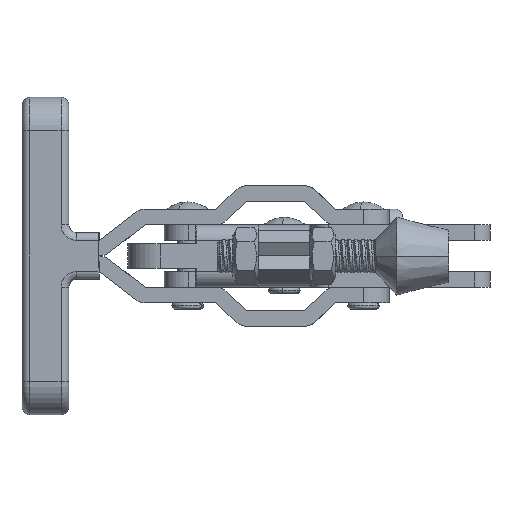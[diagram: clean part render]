
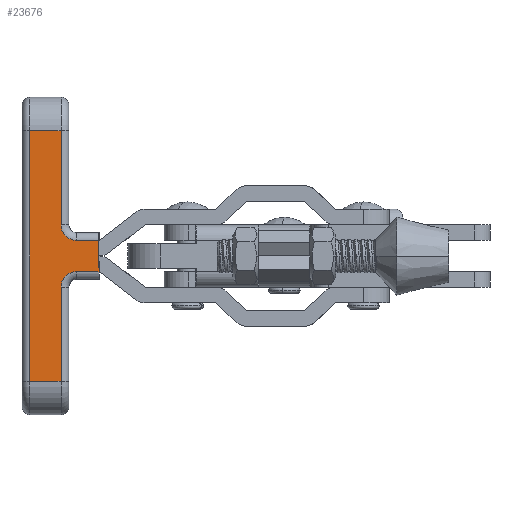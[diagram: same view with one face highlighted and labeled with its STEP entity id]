
A CAD part, left-side view. The second image highlights one B-rep face of the part: STEP entity #23676.
In plain terms, the highlighted face is planar.
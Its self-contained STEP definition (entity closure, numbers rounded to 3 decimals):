
#837 = VERTEX_POINT ( 'NONE', #3598 ) ;
#982 = DIRECTION ( 'NONE',  ( 0., 0., 1. ) ) ;
#1254 = VERTEX_POINT ( 'NONE', #23328 ) ;
#1429 = DIRECTION ( 'NONE',  ( 0., 0., 1. ) ) ;
#1501 = AXIS2_PLACEMENT_3D ( 'NONE', #19527, #4872, #22004 ) ;
#1536 = EDGE_CURVE ( 'NONE', #3648, #837, #13294, .T. ) ;
#3598 = CARTESIAN_POINT ( 'NONE',  ( 1705.323, -1.5, 487.231 ) ) ;
#3648 = VERTEX_POINT ( 'NONE', #9180 ) ;
#3781 = DIRECTION ( 'NONE',  ( -0.003, 0., 1. ) ) ;
#4203 = ORIENTED_EDGE ( 'NONE', *, *, #17508, .T. ) ;
#4299 = LINE ( 'NONE', #24649, #11592 ) ;
#4374 = LINE ( 'NONE', #15317, #21617 ) ;
#4872 = DIRECTION ( 'NONE',  ( 0., 1., 0. ) ) ;
#5032 = EDGE_CURVE ( 'NONE', #1254, #17425, #4374, .T. ) ;
#6534 = LINE ( 'NONE', #15502, #25263 ) ;
#6722 = LINE ( 'NONE', #13284, #18181 ) ;
#8111 = ORIENTED_EDGE ( 'NONE', *, *, #11066, .F. ) ;
#9180 = CARTESIAN_POINT ( 'NONE',  ( 1711.323, -1.5, 487.231 ) ) ;
#9438 = CARTESIAN_POINT ( 'NONE',  ( 1705.323, -1.5, 439.031 ) ) ;
#9513 = CARTESIAN_POINT ( 'NONE',  ( 1712.823, -1.5, 439.031 ) ) ;
#9536 = ORIENTED_EDGE ( 'NONE', *, *, #5032, .T. ) ;
#9698 = DIRECTION ( 'NONE',  ( -1., 0., 0. ) ) ;
#10216 = EDGE_LOOP ( 'NONE', ( #16830, #10349, #8111, #20047, #25302, #9536, #14796, #24674, #30327, #4203 ) ) ;
#10349 = ORIENTED_EDGE ( 'NONE', *, *, #21303, .T. ) ;
#10430 = CARTESIAN_POINT ( 'NONE',  ( 1714.323, -1.5, 457.131 ) ) ;
#10448 = CARTESIAN_POINT ( 'NONE',  ( 1711.323, -1.5, 457.131 ) ) ;
#10722 = DIRECTION ( 'NONE',  ( 0., 0., 1. ) ) ;
#11066 = EDGE_CURVE ( 'NONE', #30109, #21297, #15742, .T. ) ;
#11592 = VECTOR ( 'NONE', #24349, 1000. ) ;
#11898 = DIRECTION ( 'NONE',  ( 0., 0., -1. ) ) ;
#12896 = DIRECTION ( 'NONE',  ( 0., 0., 1. ) ) ;
#13284 = CARTESIAN_POINT ( 'NONE',  ( 1711.323, -1.5, 487.231 ) ) ;
#13294 = LINE ( 'NONE', #24345, #20562 ) ;
#13851 = VECTOR ( 'NONE', #11898, 1000. ) ;
#14277 = CARTESIAN_POINT ( 'NONE',  ( 1718.604, -1.5, 466.131 ) ) ;
#14590 = PLANE ( 'NONE',  #1501 ) ;
#14606 = VERTEX_POINT ( 'NONE', #30834 ) ;
#14796 = ORIENTED_EDGE ( 'NONE', *, *, #26010, .T. ) ;
#15317 = CARTESIAN_POINT ( 'NONE',  ( 1718.623, -1.5, 460.131 ) ) ;
#15427 = EDGE_CURVE ( 'NONE', #17481, #14606, #24666, .T. ) ;
#15502 = CARTESIAN_POINT ( 'NONE',  ( 1711.323, -1.5, 458.631 ) ) ;
#15562 = FACE_OUTER_BOUND ( 'NONE', #10216, .T. ) ;
#15572 = DIRECTION ( 'NONE',  ( 0., -1., 0. ) ) ;
#15742 = LINE ( 'NONE', #9513, #28772 ) ;
#16416 = AXIS2_PLACEMENT_3D ( 'NONE', #10430, #27511, #12896 ) ;
#16830 = ORIENTED_EDGE ( 'NONE', *, *, #1536, .T. ) ;
#17425 = VERTEX_POINT ( 'NONE', #20552 ) ;
#17481 = VERTEX_POINT ( 'NONE', #25715 ) ;
#17508 = EDGE_CURVE ( 'NONE', #17481, #3648, #6722, .T. ) ;
#18181 = VECTOR ( 'NONE', #1429, 1000. ) ;
#18407 = CARTESIAN_POINT ( 'NONE',  ( 1718.793, -1.5, 407.689 ) ) ;
#18923 = LINE ( 'NONE', #18407, #26190 ) ;
#19527 = CARTESIAN_POINT ( 'NONE',  ( 1712.823, -1.5, 487.231 ) ) ;
#20047 = ORIENTED_EDGE ( 'NONE', *, *, #28902, .T. ) ;
#20526 = VERTEX_POINT ( 'NONE', #10448 ) ;
#20552 = CARTESIAN_POINT ( 'NONE',  ( 1718.623, -1.5, 460.131 ) ) ;
#20562 = VECTOR ( 'NONE', #9698, 1000. ) ;
#21297 = VERTEX_POINT ( 'NONE', #9438 ) ;
#21303 = EDGE_CURVE ( 'NONE', #837, #21297, #21896, .T. ) ;
#21617 = VECTOR ( 'NONE', #27616, 1000. ) ;
#21812 = EDGE_CURVE ( 'NONE', #29948, #14606, #4299, .T. ) ;
#21896 = LINE ( 'NONE', #24073, #13851 ) ;
#22004 = DIRECTION ( 'NONE',  ( 0., 0., 1. ) ) ;
#23328 = CARTESIAN_POINT ( 'NONE',  ( 1714.323, -1.5, 460.131 ) ) ;
#23676 = ADVANCED_FACE ( 'NONE', ( #15562 ), #14590, .F. ) ;
#24073 = CARTESIAN_POINT ( 'NONE',  ( 1705.323, -1.5, 439.031 ) ) ;
#24345 = CARTESIAN_POINT ( 'NONE',  ( 1712.823, -1.5, 487.231 ) ) ;
#24349 = DIRECTION ( 'NONE',  ( -1., 0., 0. ) ) ;
#24649 = CARTESIAN_POINT ( 'NONE',  ( 1712.823, -1.5, 466.131 ) ) ;
#24666 = CIRCLE ( 'NONE', #29360, 3. ) ;
#24674 = ORIENTED_EDGE ( 'NONE', *, *, #21812, .T. ) ;
#25263 = VECTOR ( 'NONE', #10722, 1000. ) ;
#25302 = ORIENTED_EDGE ( 'NONE', *, *, #25835, .F. ) ;
#25715 = CARTESIAN_POINT ( 'NONE',  ( 1711.323, -1.5, 469.131 ) ) ;
#25835 = EDGE_CURVE ( 'NONE', #1254, #20526, #30014, .T. ) ;
#26010 = EDGE_CURVE ( 'NONE', #17425, #29948, #18923, .T. ) ;
#26190 = VECTOR ( 'NONE', #3781, 1000. ) ;
#26595 = DIRECTION ( 'NONE',  ( -1., 0., 0. ) ) ;
#27085 = CARTESIAN_POINT ( 'NONE',  ( 1711.323, -1.5, 439.031 ) ) ;
#27511 = DIRECTION ( 'NONE',  ( 0., -1., 0. ) ) ;
#27616 = DIRECTION ( 'NONE',  ( 1., 0., 0. ) ) ;
#28772 = VECTOR ( 'NONE', #26595, 1000. ) ;
#28902 = EDGE_CURVE ( 'NONE', #30109, #20526, #6534, .T. ) ;
#29360 = AXIS2_PLACEMENT_3D ( 'NONE', #30227, #15572, #982 ) ;
#29948 = VERTEX_POINT ( 'NONE', #14277 ) ;
#30014 = CIRCLE ( 'NONE', #16416, 3. ) ;
#30109 = VERTEX_POINT ( 'NONE', #27085 ) ;
#30227 = CARTESIAN_POINT ( 'NONE',  ( 1714.323, -1.5, 469.131 ) ) ;
#30327 = ORIENTED_EDGE ( 'NONE', *, *, #15427, .F. ) ;
#30834 = CARTESIAN_POINT ( 'NONE',  ( 1714.323, -1.5, 466.131 ) ) ;
